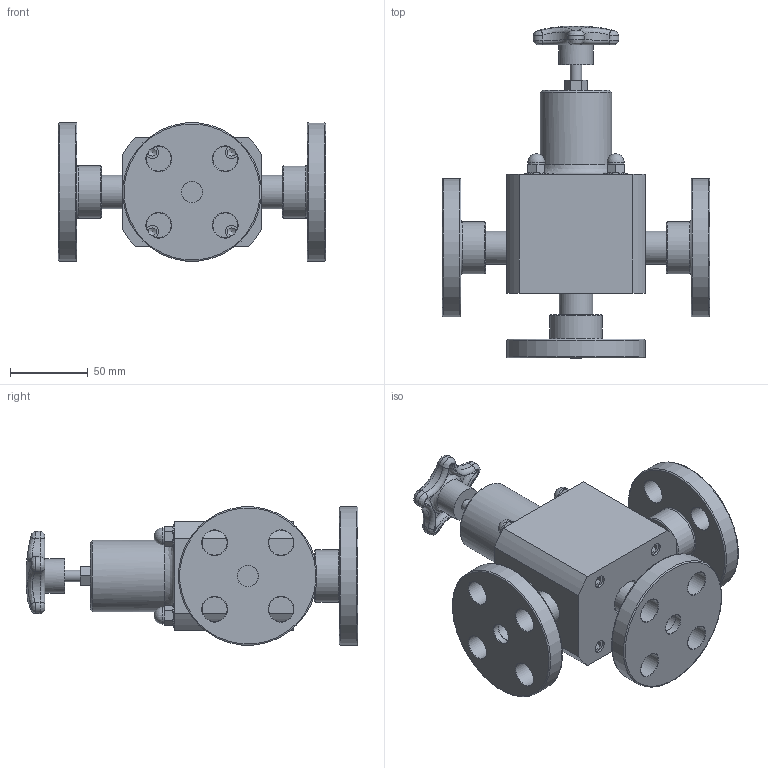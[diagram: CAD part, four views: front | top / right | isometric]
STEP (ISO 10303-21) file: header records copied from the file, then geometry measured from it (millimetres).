
FILE_DESCRIPTION((''),'2;1');
FILE_NAME('TVPF50-PVC-G_R0.stp','2017-07-25T09:45:59',('salesdesk5'),(''),'Autodesk Inventor 2009','Autodesk Inventor 2009','');
FILE_SCHEMA(('AUTOMOTIVE_DESIGN { 1 0 10303 214 1 1 1 1 }'));
Length unit declared in the file: inch
Products named in the file (1): TVPF50-PVC-G_R0
Bounding box: 171.45 x 212.84 x 88.56 mm (x, y, z)
Volume: 799392.1 mm3; surface area: 122932 mm2
Topology: 1 solids, 6 shells, 438 faces, 1022 edges, 625 vertices
Faces by surface type: plane 168, bspline 110, cylinder 68, torus 54, cone 21, sphere 17
Full cylindrical faces by diameter (mm): 4.445 x4, 7.442 x1, 10.998 x4, 13.36 x3, 15.875 x4, 16.002 x12, 22.098 x1, 33.541 x3, 45.72 x1, 60.325 x1, 60.96 x1, 88.9 x3
Entity records: 16484 total; most frequent: CARTESIAN_POINT 7251, ORIENTED_EDGE 1760, DIRECTION 1740, EDGE_CURVE 880, AXIS2_PLACEMENT_3D 758, EDGE_LOOP 613, VERTEX_POINT 603, FACE_OUTER_BOUND 438
